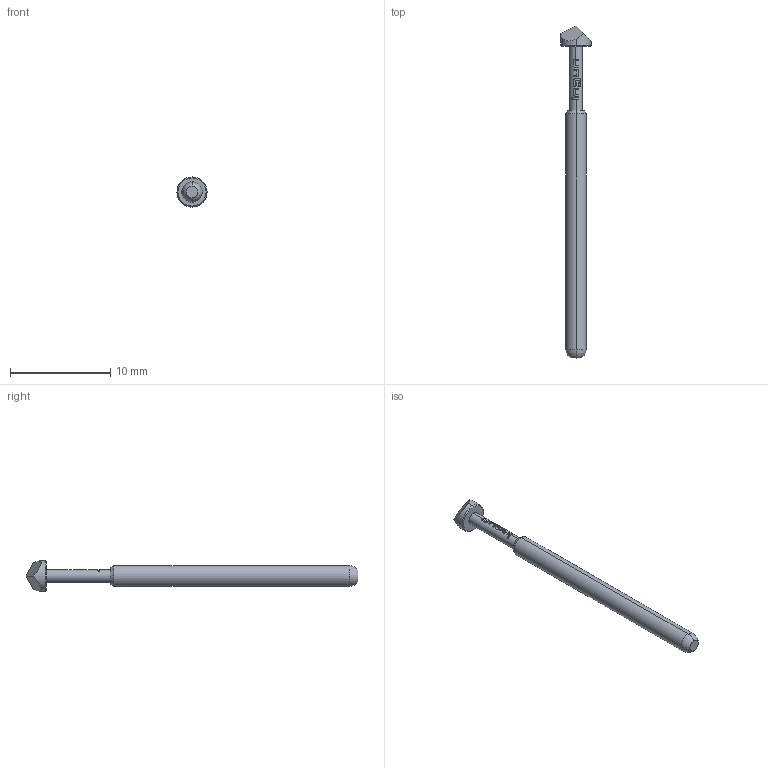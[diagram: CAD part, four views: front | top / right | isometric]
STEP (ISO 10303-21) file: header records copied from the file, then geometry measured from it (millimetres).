
FILE_DESCRIPTION (( 'STEP AP203' ), '1' );
FILE_NAME ('INGUN_GKS-003_307_300_A_xx00.STEP', '2021-09-08T08:33:26', ( 'ochi' ), ( '' ), 'SwSTEP 2.0', 'SolidWorks 2018', '' );
FILE_SCHEMA (( 'CONFIG_CONTROL_DESIGN' ));
Length unit declared in the file: millimetre
Products named in the file (1): INGUN_GKS-003_307_300_A_xx00
Bounding box: 3 x 33.1 x 3 mm (x, y, z)
Volume: 95.3 mm3; surface area: 212.1 mm2
Topology: 1 solids, 1 shells, 105 faces, 288 edges, 190 vertices
Faces by surface type: plane 47, cylinder 25, bspline 23, cone 6, torus 4
Entity records: 4387 total; most frequent: CARTESIAN_POINT 2140, ORIENTED_EDGE 576, EDGE_CURVE 288, DIRECTION 255, B_SPLINE_CURVE_WITH_KNOTS 222, VERTEX_POINT 190, AXIS2_PLACEMENT_3D 111, EDGE_LOOP 110
